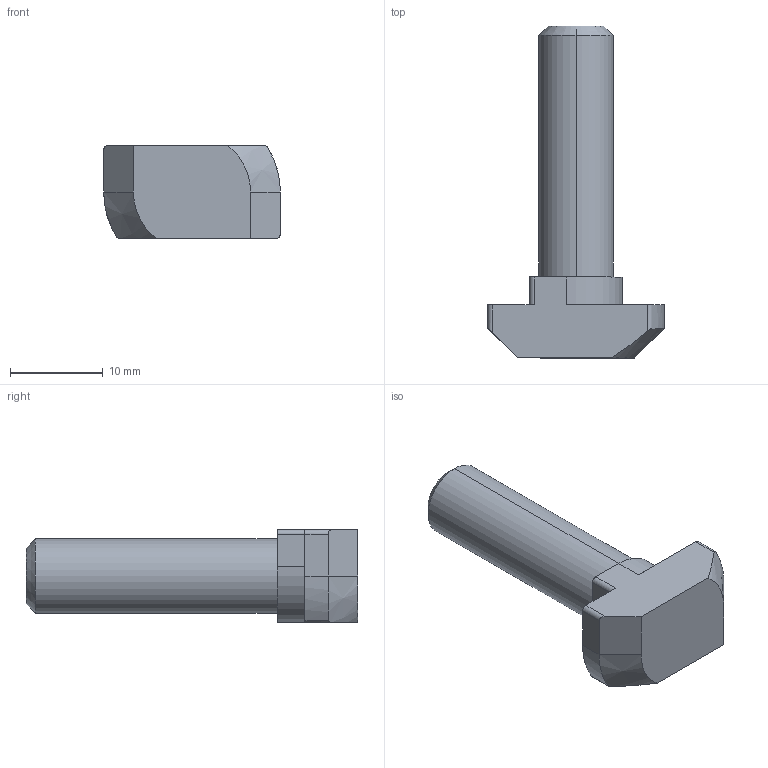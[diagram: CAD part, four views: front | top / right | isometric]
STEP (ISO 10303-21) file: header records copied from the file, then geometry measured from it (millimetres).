
FILE_DESCRIPTION (( 'STEP AP214' ), '1' );
FILE_NAME ('B774 Ò-áîëò Ì8õ30, ïàç 10.STEP', '2025-07-15T13:58:05', ( '' ), ( '' ), 'SwSTEP 2.0', 'SolidWorks 2025', '' );
FILE_SCHEMA (( 'AUTOMOTIVE_DESIGN' ));
Length unit declared in the file: millimetre
Products named in the file (1): B774 Т-болт М8х30, паз 10
Bounding box: 19 x 35.7 x 10 mm (x, y, z)
Volume: 2548.7 mm3; surface area: 1390.8 mm2
Topology: 1 solids, 1 shells, 29 faces, 74 edges, 48 vertices
Faces by surface type: plane 13, cylinder 12, cone 4
Entity records: 921 total; most frequent: CARTESIAN_POINT 190, DIRECTION 148, ORIENTED_EDGE 148, EDGE_CURVE 74, AXIS2_PLACEMENT_3D 52, VERTEX_POINT 48, VECTOR 44, LINE 44
